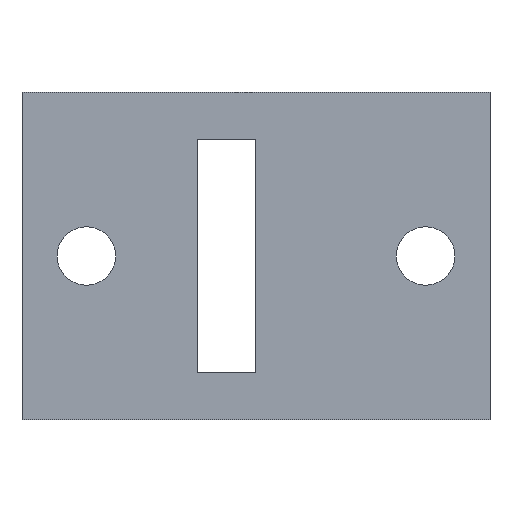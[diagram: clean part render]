
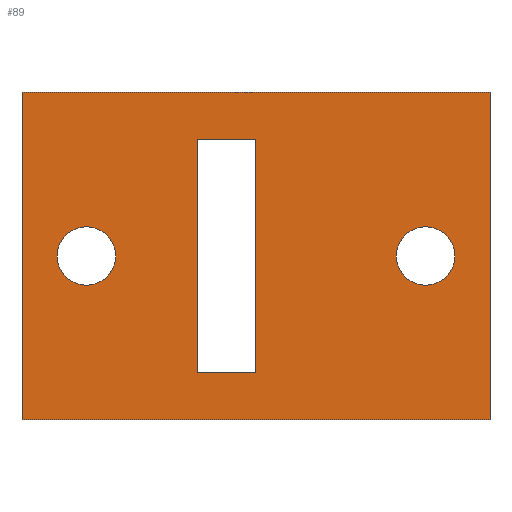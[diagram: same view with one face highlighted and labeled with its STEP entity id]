
A CAD part, left-side view. The second image highlights one B-rep face of the part: STEP entity #89.
In plain terms, the highlighted planar face has unit normal (-1, 0, 0).
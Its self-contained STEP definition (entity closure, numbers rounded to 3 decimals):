
#2 = VERTEX_POINT ( 'NONE', #85 ) ;
#3 = DIRECTION ( 'NONE',  ( 0., 1., 0. ) ) ;
#14 = ORIENTED_EDGE ( 'NONE', *, *, #302, .T. ) ;
#16 = FACE_BOUND ( 'NONE', #172, .T. ) ;
#23 = LINE ( 'NONE', #160, #43 ) ;
#25 = DIRECTION ( 'NONE',  ( 0., 1., 0. ) ) ;
#31 = VERTEX_POINT ( 'NONE', #280 ) ;
#36 = CIRCLE ( 'NONE', #51, 1.25 ) ;
#37 = CARTESIAN_POINT ( 'NONE',  ( -66.058, -1.101, 20. ) ) ;
#38 = ORIENTED_EDGE ( 'NONE', *, *, #229, .F. ) ;
#43 = VECTOR ( 'NONE', #25, 1000. ) ;
#44 = DIRECTION ( 'NONE',  ( 0., -1., 0. ) ) ;
#46 = CARTESIAN_POINT ( 'NONE',  ( -66.058, -3.601, 20. ) ) ;
#51 = AXIS2_PLACEMENT_3D ( 'NONE', #105, #361, #249 ) ;
#52 = LINE ( 'NONE', #155, #286 ) ;
#58 = VECTOR ( 'NONE', #386, 1000. ) ;
#60 = AXIS2_PLACEMENT_3D ( 'NONE', #133, #464, #96 ) ;
#66 = DIRECTION ( 'NONE',  ( 0., 0., -1. ) ) ;
#70 = CIRCLE ( 'NONE', #259, 1.25 ) ;
#71 = VERTEX_POINT ( 'NONE', #231 ) ;
#75 = VERTEX_POINT ( 'NONE', #355 ) ;
#77 = LINE ( 'NONE', #179, #185 ) ;
#82 = CARTESIAN_POINT ( 'NONE',  ( -66.058, -3.601, 20. ) ) ;
#85 = CARTESIAN_POINT ( 'NONE',  ( -66.058, 3.649, 23.75 ) ) ;
#86 = EDGE_CURVE ( 'NONE', #423, #403, #23, .T. ) ;
#88 = FACE_OUTER_BOUND ( 'NONE', #421, .T. ) ;
#89 = ADVANCED_FACE ( 'NONE', ( #16, #156, #88, #267 ), #383, .T. ) ;
#92 = DIRECTION ( 'NONE',  ( -1., 0., 0. ) ) ;
#93 = VERTEX_POINT ( 'NONE', #452 ) ;
#96 = DIRECTION ( 'NONE',  ( 0., 0., 1. ) ) ;
#105 = CARTESIAN_POINT ( 'NONE',  ( -66.058, -10.851, 25. ) ) ;
#113 = ORIENTED_EDGE ( 'NONE', *, *, #271, .T. ) ;
#122 = ORIENTED_EDGE ( 'NONE', *, *, #128, .F. ) ;
#128 = EDGE_CURVE ( 'NONE', #403, #75, #154, .T. ) ;
#130 = ORIENTED_EDGE ( 'NONE', *, *, #260, .F. ) ;
#133 = CARTESIAN_POINT ( 'NONE',  ( -66.058, -10.851, 25. ) ) ;
#144 = VECTOR ( 'NONE', #186, 1000. ) ;
#149 = ORIENTED_EDGE ( 'NONE', *, *, #162, .F. ) ;
#154 = LINE ( 'NONE', #400, #413 ) ;
#155 = CARTESIAN_POINT ( 'NONE',  ( -66.058, 6.399, 18. ) ) ;
#156 = FACE_BOUND ( 'NONE', #426, .T. ) ;
#160 = CARTESIAN_POINT ( 'NONE',  ( -66.058, -1.101, 30. ) ) ;
#162 = EDGE_CURVE ( 'NONE', #71, #372, #36, .T. ) ;
#163 = DIRECTION ( 'NONE',  ( -1., 0., 0. ) ) ;
#164 = DIRECTION ( 'NONE',  ( 0., 0., 1. ) ) ;
#165 = CARTESIAN_POINT ( 'NONE',  ( -66.058, 3.649, 26.25 ) ) ;
#172 = EDGE_LOOP ( 'NONE', ( #130, #122, #406, #174 ) ) ;
#174 = ORIENTED_EDGE ( 'NONE', *, *, #310, .F. ) ;
#179 = CARTESIAN_POINT ( 'NONE',  ( -66.058, 6.399, 32. ) ) ;
#180 = ORIENTED_EDGE ( 'NONE', *, *, #422, .T. ) ;
#182 = LINE ( 'NONE', #82, #456 ) ;
#184 = VERTEX_POINT ( 'NONE', #466 ) ;
#185 = VECTOR ( 'NONE', #3, 1000. ) ;
#186 = DIRECTION ( 'NONE',  ( 0., 0., -1. ) ) ;
#194 = CARTESIAN_POINT ( 'NONE',  ( -66.058, 0., 0. ) ) ;
#195 = EDGE_LOOP ( 'NONE', ( #364, #450 ) ) ;
#196 = CARTESIAN_POINT ( 'NONE',  ( -66.058, 3.649, 25. ) ) ;
#199 = DIRECTION ( 'NONE',  ( 0., 0., 1. ) ) ;
#222 = VERTEX_POINT ( 'NONE', #165 ) ;
#229 = EDGE_CURVE ( 'NONE', #372, #71, #319, .T. ) ;
#230 = CARTESIAN_POINT ( 'NONE',  ( -66.058, -1.101, 30. ) ) ;
#231 = CARTESIAN_POINT ( 'NONE',  ( -66.058, -10.851, 26.25 ) ) ;
#240 = AXIS2_PLACEMENT_3D ( 'NONE', #349, #163, #460 ) ;
#249 = DIRECTION ( 'NONE',  ( 0., 0., 1. ) ) ;
#253 = CARTESIAN_POINT ( 'NONE',  ( -66.058, -13.601, 18. ) ) ;
#256 = VERTEX_POINT ( 'NONE', #46 ) ;
#257 = CARTESIAN_POINT ( 'NONE',  ( -66.058, 6.399, 18. ) ) ;
#259 = AXIS2_PLACEMENT_3D ( 'NONE', #196, #92, #199 ) ;
#260 = EDGE_CURVE ( 'NONE', #75, #256, #368, .T. ) ;
#264 = DIRECTION ( 'NONE',  ( 0., 0., 1. ) ) ;
#266 = CARTESIAN_POINT ( 'NONE',  ( -66.058, -10.851, 23.75 ) ) ;
#267 = FACE_BOUND ( 'NONE', #195, .T. ) ;
#271 = EDGE_CURVE ( 'NONE', #31, #93, #420, .T. ) ;
#280 = CARTESIAN_POINT ( 'NONE',  ( -66.058, 6.399, 32. ) ) ;
#286 = VECTOR ( 'NONE', #384, 1000. ) ;
#293 = AXIS2_PLACEMENT_3D ( 'NONE', #194, #316, #164 ) ;
#302 = EDGE_CURVE ( 'NONE', #184, #31, #77, .T. ) ;
#305 = CARTESIAN_POINT ( 'NONE',  ( -66.058, -13.601, 18. ) ) ;
#310 = EDGE_CURVE ( 'NONE', #256, #423, #182, .T. ) ;
#313 = LINE ( 'NONE', #305, #58 ) ;
#316 = DIRECTION ( 'NONE',  ( -1., 0., 0. ) ) ;
#319 = CIRCLE ( 'NONE', #60, 1.25 ) ;
#328 = VERTEX_POINT ( 'NONE', #253 ) ;
#349 = CARTESIAN_POINT ( 'NONE',  ( -66.058, 3.649, 25. ) ) ;
#350 = CARTESIAN_POINT ( 'NONE',  ( -66.058, -3.601, 30. ) ) ;
#355 = CARTESIAN_POINT ( 'NONE',  ( -66.058, -1.101, 20. ) ) ;
#359 = VECTOR ( 'NONE', #44, 1000. ) ;
#361 = DIRECTION ( 'NONE',  ( -1., 0., 0. ) ) ;
#364 = ORIENTED_EDGE ( 'NONE', *, *, #380, .F. ) ;
#368 = LINE ( 'NONE', #37, #359 ) ;
#372 = VERTEX_POINT ( 'NONE', #266 ) ;
#380 = EDGE_CURVE ( 'NONE', #2, #222, #70, .T. ) ;
#383 = PLANE ( 'NONE',  #293 ) ;
#384 = DIRECTION ( 'NONE',  ( 0., -1., 0. ) ) ;
#386 = DIRECTION ( 'NONE',  ( 0., 0., 1. ) ) ;
#387 = EDGE_CURVE ( 'NONE', #328, #184, #313, .T. ) ;
#389 = CIRCLE ( 'NONE', #240, 1.25 ) ;
#400 = CARTESIAN_POINT ( 'NONE',  ( -66.058, -1.101, 20. ) ) ;
#403 = VERTEX_POINT ( 'NONE', #230 ) ;
#406 = ORIENTED_EDGE ( 'NONE', *, *, #86, .F. ) ;
#413 = VECTOR ( 'NONE', #66, 1000. ) ;
#420 = LINE ( 'NONE', #257, #144 ) ;
#421 = EDGE_LOOP ( 'NONE', ( #180, #447, #14, #113 ) ) ;
#422 = EDGE_CURVE ( 'NONE', #93, #328, #52, .T. ) ;
#423 = VERTEX_POINT ( 'NONE', #350 ) ;
#426 = EDGE_LOOP ( 'NONE', ( #38, #149 ) ) ;
#447 = ORIENTED_EDGE ( 'NONE', *, *, #387, .T. ) ;
#448 = EDGE_CURVE ( 'NONE', #222, #2, #389, .T. ) ;
#450 = ORIENTED_EDGE ( 'NONE', *, *, #448, .F. ) ;
#452 = CARTESIAN_POINT ( 'NONE',  ( -66.058, 6.399, 18. ) ) ;
#456 = VECTOR ( 'NONE', #264, 1000. ) ;
#460 = DIRECTION ( 'NONE',  ( 0., 0., 1. ) ) ;
#464 = DIRECTION ( 'NONE',  ( -1., 0., 0. ) ) ;
#466 = CARTESIAN_POINT ( 'NONE',  ( -66.058, -13.601, 32. ) ) ;
